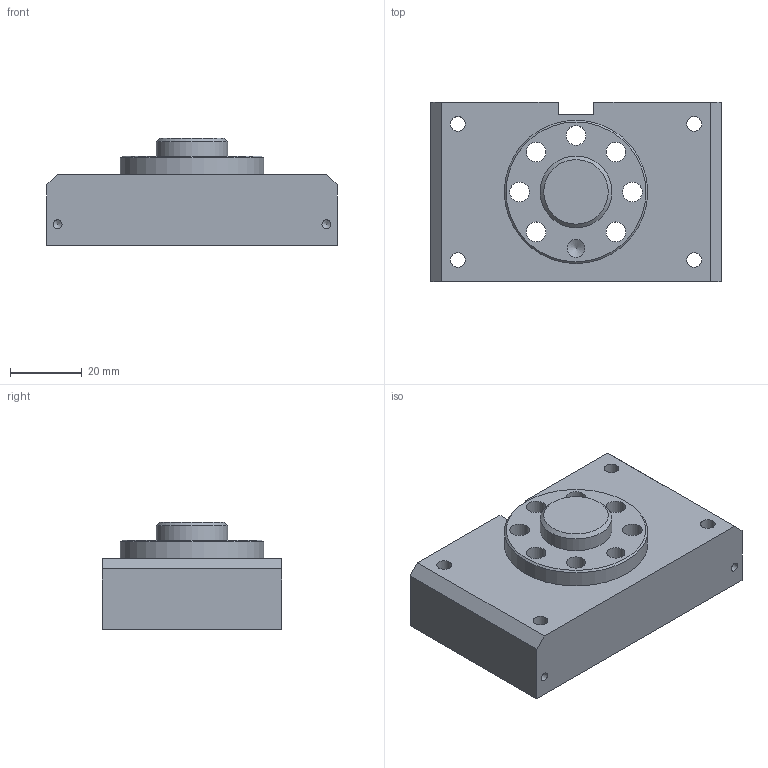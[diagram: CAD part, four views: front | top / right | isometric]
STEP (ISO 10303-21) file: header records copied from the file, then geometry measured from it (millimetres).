
FILE_DESCRIPTION(/* description */ ('Platte'),/* implementation_level */ '2;1');
FILE_NAME(/* name */ '2500473.01.01.02.01.001.stp',/* time_stamp */ '2026-01-26T09:17:44+01:00',/* author */ ('Ziem'),/* organization */ ('SYMACON GmbH'),/* preprocessor_version */ 'ST-DEVELOPER v20',/* originating_system */ 'Autodesk Inventor 2024',/* authorisation */ '');
FILE_SCHEMA (('AUTOMOTIVE_DESIGN { 1 0 10303 214 3 1 1 }'));
Length unit declared in the file: millimetre
Products named in the file (1): 2500473.01.01.02.01.001
Bounding box: 81 x 50 x 30 mm (x, y, z)
Volume: 79259.7 mm3; surface area: 18823.1 mm2
Topology: 1 solids, 1 shells, 57 faces, 126 edges, 82 vertices
Faces by surface type: cylinder 27, plane 23, cone 7
Full cylindrical faces by diameter (mm): 2.459 x4, 4.134 x4, 5 x1, 5.5 x7, 10 x9, 20 x1, 40 x1
Entity records: 1651 total; most frequent: DIRECTION 294, CARTESIAN_POINT 261, ORIENTED_EDGE 242, EDGE_CURVE 121, AXIS2_PLACEMENT_3D 115, EDGE_LOOP 95, VERTEX_POINT 82, LINE 64
